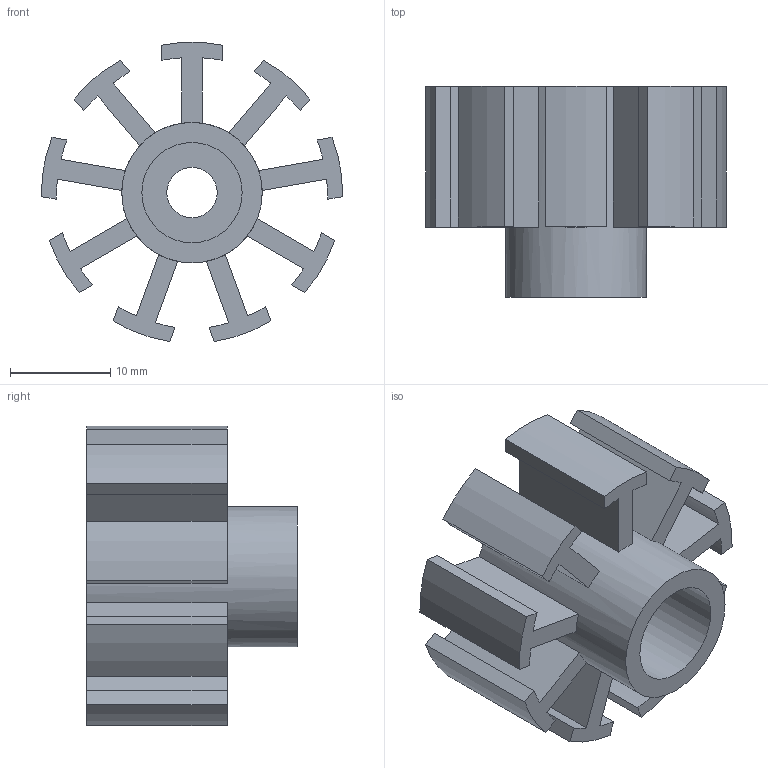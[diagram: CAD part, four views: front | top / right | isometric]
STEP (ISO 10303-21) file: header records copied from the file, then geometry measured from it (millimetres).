
FILE_DESCRIPTION(/* description */ (''),/* implementation_level */ '2;1');
FILE_NAME(/* name */ 'stator.step',/* time_stamp */ '2025-07-31T12:17:39-04:00',/* author */ (''),/* organization */ (''),/* preprocessor_version */ 'ST-DEVELOPER v20.1',/* originating_system */ 'Autodesk Translation Framework v14.10.0.0',/* authorisation */ '');
FILE_SCHEMA (('AUTOMOTIVE_DESIGN { 1 0 10303 214 3 1 1 }'));
Length unit declared in the file: millimetre
Products named in the file (2): Untitled; Component1
Assembly tree (1 placements, depth 2):
  Untitled
    Component1
Bounding box: 29.99 x 21 x 29.8 mm (x, y, z)
Volume: 4604.9 mm3; surface area: 5219.1 mm2
Topology: 1 solids, 1 shells, 80 faces, 228 edges, 152 vertices
Faces by surface type: plane 49, cylinder 31
Full cylindrical faces by diameter (mm): 5.02 x1, 10 x2, 14 x1
Entity records: 2696 total; most frequent: DIRECTION 474, CARTESIAN_POINT 463, ORIENTED_EDGE 456, EDGE_CURVE 228, AXIS2_PLACEMENT_3D 163, VERTEX_POINT 152, LINE 148, VECTOR 148
